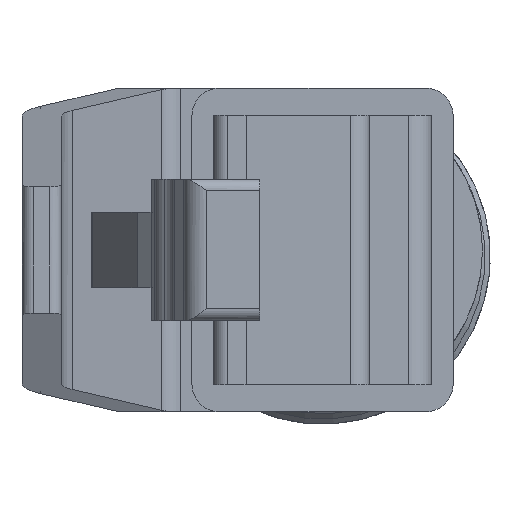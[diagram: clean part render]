
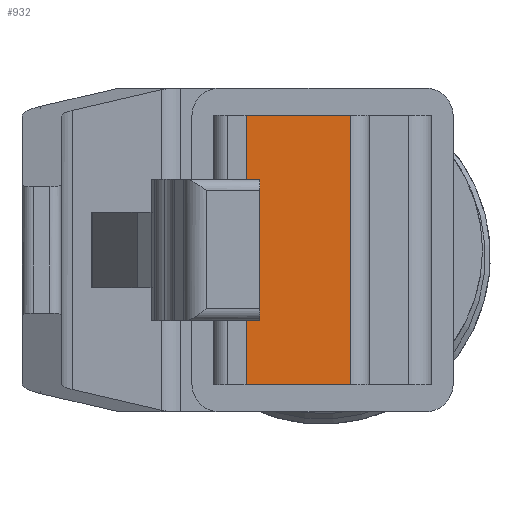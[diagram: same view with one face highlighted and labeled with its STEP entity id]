
A CAD part, left-side view. The second image highlights one B-rep face of the part: STEP entity #932.
In plain terms, the highlighted planar face has unit normal (-1, 0, 0).
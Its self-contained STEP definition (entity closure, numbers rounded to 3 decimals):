
#126=FACE_OUTER_BOUND('',#1357,.T.);
#343=LINE('',#5108,#593);
#344=LINE('',#5111,#594);
#345=LINE('',#5113,#595);
#346=LINE('',#5115,#596);
#347=LINE('',#5117,#597);
#348=LINE('',#5119,#598);
#349=LINE('',#5121,#599);
#350=LINE('',#5123,#600);
#593=VECTOR('',#3991,1.);
#594=VECTOR('',#3992,1.);
#595=VECTOR('',#3993,1.);
#596=VECTOR('',#3994,1.);
#597=VECTOR('',#3995,1.);
#598=VECTOR('',#3996,1.);
#599=VECTOR('',#3997,1.);
#600=VECTOR('',#3998,1.);
#932=ADVANCED_FACE('',(#126),#1050,.F.);
#1050=PLANE('',#3352);
#1357=EDGE_LOOP('',(#1870,#1871,#1872,#1873,#1874,#1875,#1876,#1877));
#1870=ORIENTED_EDGE('',*,*,#2808,.T.);
#1871=ORIENTED_EDGE('',*,*,#2809,.T.);
#1872=ORIENTED_EDGE('',*,*,#2810,.T.);
#1873=ORIENTED_EDGE('',*,*,#2811,.T.);
#1874=ORIENTED_EDGE('',*,*,#2812,.T.);
#1875=ORIENTED_EDGE('',*,*,#2813,.T.);
#1876=ORIENTED_EDGE('',*,*,#2814,.T.);
#1877=ORIENTED_EDGE('',*,*,#2815,.T.);
#2453=VERTEX_POINT('',#5109);
#2454=VERTEX_POINT('',#5110);
#2455=VERTEX_POINT('',#5112);
#2456=VERTEX_POINT('',#5114);
#2457=VERTEX_POINT('',#5116);
#2458=VERTEX_POINT('',#5118);
#2459=VERTEX_POINT('',#5120);
#2460=VERTEX_POINT('',#5122);
#2808=EDGE_CURVE('',#2453,#2454,#343,.T.);
#2809=EDGE_CURVE('',#2454,#2455,#344,.T.);
#2810=EDGE_CURVE('',#2455,#2456,#345,.T.);
#2811=EDGE_CURVE('E147',#2456,#2457,#346,.T.);
#2812=EDGE_CURVE('E124',#2457,#2458,#347,.T.);
#2813=EDGE_CURVE('E139',#2458,#2459,#348,.T.);
#2814=EDGE_CURVE('E107',#2459,#2460,#349,.T.);
#2815=EDGE_CURVE('E143',#2460,#2453,#350,.T.);
#3352=AXIS2_PLACEMENT_3D('',#5124,#3999,#4000);
#3991=DIRECTION('',(0.,-1.,0.));
#3992=DIRECTION('',(0.,0.,1.));
#3993=DIRECTION('',(0.,1.,0.));
#3994=DIRECTION('',(0.,0.,-1.));
#3995=DIRECTION('',(0.,-1.,0.));
#3996=DIRECTION('',(0.,0.,-1.));
#3997=DIRECTION('',(0.,1.,0.));
#3998=DIRECTION('',(0.,0.,-1.));
#3999=DIRECTION('',(1.,0.,0.));
#4000=DIRECTION('',(0.,1.,0.));
#5108=CARTESIAN_POINT('',(-53.63,1.033,-5.556));
#5109=CARTESIAN_POINT('',(-53.63,3.288,-5.556));
#5110=CARTESIAN_POINT('',(-53.63,-1.222,-5.556));
#5111=CARTESIAN_POINT('',(-53.63,-1.222,6.084));
#5112=CARTESIAN_POINT('',(-53.63,-1.222,6.084));
#5113=CARTESIAN_POINT('',(-53.63,1.033,6.084));
#5114=CARTESIAN_POINT('',(-53.63,3.288,6.084));
#5115=CARTESIAN_POINT('',(-53.63,3.288,4.702));
#5116=CARTESIAN_POINT('',(-53.63,3.288,3.319));
#5117=CARTESIAN_POINT('',(-53.63,2.988,3.319));
#5118=CARTESIAN_POINT('',(-53.63,2.688,3.319));
#5119=CARTESIAN_POINT('',(-53.63,2.688,0.269));
#5120=CARTESIAN_POINT('',(-53.63,2.688,-2.781));
#5121=CARTESIAN_POINT('',(-53.63,2.988,-2.781));
#5122=CARTESIAN_POINT('',(-53.63,3.288,-2.781));
#5123=CARTESIAN_POINT('',(-53.63,3.288,-4.168));
#5124=CARTESIAN_POINT('',(-53.63,2.688,-2.781));
